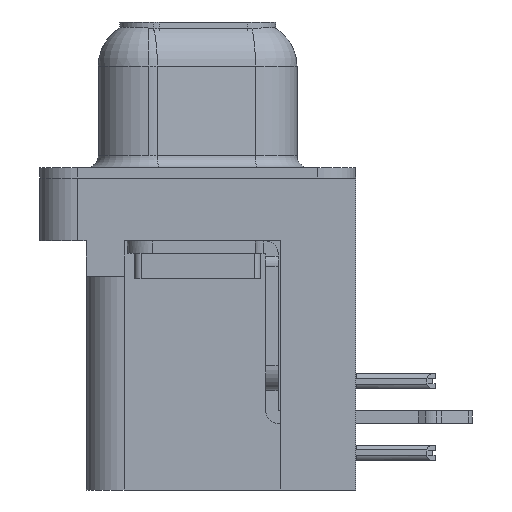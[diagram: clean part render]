
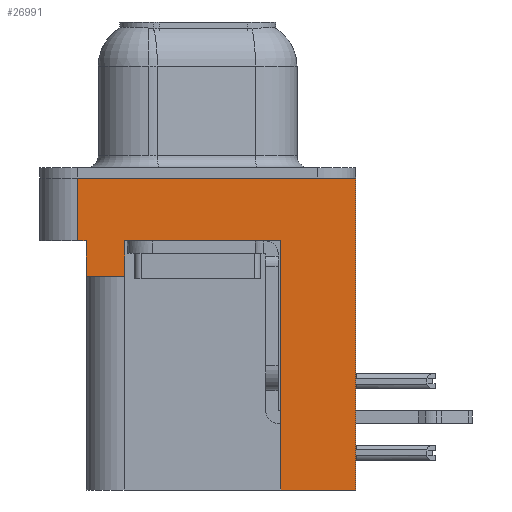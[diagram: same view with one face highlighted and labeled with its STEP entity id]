
A CAD part, left-side view. The second image highlights one B-rep face of the part: STEP entity #26991.
In plain terms, the highlighted planar face has unit normal (-1, 0, 0).
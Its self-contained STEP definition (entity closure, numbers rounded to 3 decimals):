
#887 = VECTOR ( 'NONE', #20517, 1000. ) ;
#941 = CARTESIAN_POINT ( 'NONE',  ( -2.935, 4.425, -3.9 ) ) ;
#944 = CARTESIAN_POINT ( 'NONE',  ( -2.935, 4.425, -3.9 ) ) ;
#1035 = DIRECTION ( 'NONE',  ( -1., 0., 0. ) ) ;
#1311 = LINE ( 'NONE', #16476, #2993 ) ;
#1409 = VECTOR ( 'NONE', #7915, 1000. ) ;
#1492 = VERTEX_POINT ( 'NONE', #17393 ) ;
#2505 = ORIENTED_EDGE ( 'NONE', *, *, #12201, .F. ) ;
#2566 = VECTOR ( 'NONE', #6685, 1000. ) ;
#2711 = CARTESIAN_POINT ( 'NONE',  ( -2.935, -6.275, 0. ) ) ;
#2873 = LINE ( 'NONE', #944, #21243 ) ;
#2993 = VECTOR ( 'NONE', #9733, 1000. ) ;
#3071 = CARTESIAN_POINT ( 'NONE',  ( -2.935, 2.895, -3.9 ) ) ;
#3116 = DIRECTION ( 'NONE',  ( 0., 0., 1. ) ) ;
#3394 = VERTEX_POINT ( 'NONE', #9536 ) ;
#3743 = CARTESIAN_POINT ( 'NONE',  ( -2.935, -3.295, -12.4 ) ) ;
#3759 = LINE ( 'NONE', #22401, #1409 ) ;
#3853 = EDGE_CURVE ( 'NONE', #13516, #3394, #26857, .T. ) ;
#4037 = CARTESIAN_POINT ( 'NONE',  ( -2.935, 4.425, -2.5 ) ) ;
#4149 = VERTEX_POINT ( 'NONE', #24213 ) ;
#4518 = LINE ( 'NONE', #2711, #21513 ) ;
#4774 = VECTOR ( 'NONE', #14119, 1000. ) ;
#6074 = ORIENTED_EDGE ( 'NONE', *, *, #8027, .F. ) ;
#6243 = LINE ( 'NONE', #22668, #22001 ) ;
#6326 = VERTEX_POINT ( 'NONE', #3071 ) ;
#6685 = DIRECTION ( 'NONE',  ( 0., 1., 0. ) ) ;
#7218 = EDGE_CURVE ( 'NONE', #12580, #1492, #24768, .T. ) ;
#7728 = VERTEX_POINT ( 'NONE', #9116 ) ;
#7791 = CARTESIAN_POINT ( 'NONE',  ( -2.935, -6.275, -2.5 ) ) ;
#7915 = DIRECTION ( 'NONE',  ( 0., -1., 0. ) ) ;
#8027 = EDGE_CURVE ( 'NONE', #10168, #8561, #2873, .T. ) ;
#8561 = VERTEX_POINT ( 'NONE', #4037 ) ;
#9006 = EDGE_LOOP ( 'NONE', ( #20808, #19030, #19941, #6074, #27272, #15221, #14246, #11137, #2505, #10111 ) ) ;
#9116 = CARTESIAN_POINT ( 'NONE',  ( -2.935, -6.275, -12.4 ) ) ;
#9536 = CARTESIAN_POINT ( 'NONE',  ( -2.935, -3.295, -2.5 ) ) ;
#9676 = EDGE_CURVE ( 'NONE', #7728, #4149, #11777, .T. ) ;
#9733 = DIRECTION ( 'NONE',  ( 0., 0., 1. ) ) ;
#9813 = EDGE_CURVE ( 'NONE', #6326, #10168, #25447, .T. ) ;
#10111 = ORIENTED_EDGE ( 'NONE', *, *, #9676, .T. ) ;
#10168 = VERTEX_POINT ( 'NONE', #941 ) ;
#11137 = ORIENTED_EDGE ( 'NONE', *, *, #24536, .F. ) ;
#11777 = LINE ( 'NONE', #7791, #4774 ) ;
#11970 = VECTOR ( 'NONE', #22694, 1000. ) ;
#11999 = EDGE_CURVE ( 'NONE', #12580, #8561, #3759, .T. ) ;
#12201 = EDGE_CURVE ( 'NONE', #7728, #23402, #21683, .T. ) ;
#12580 = VERTEX_POINT ( 'NONE', #12743 ) ;
#12628 = DIRECTION ( 'NONE',  ( 0., 1., 0. ) ) ;
#12743 = CARTESIAN_POINT ( 'NONE',  ( -2.935, 4.775, -2.5 ) ) ;
#13516 = VERTEX_POINT ( 'NONE', #22355 ) ;
#13723 = CARTESIAN_POINT ( 'NONE',  ( -2.935, -6.275, -2.5 ) ) ;
#14097 = DIRECTION ( 'NONE',  ( 0., 0., 1. ) ) ;
#14119 = DIRECTION ( 'NONE',  ( 0., 0., 1. ) ) ;
#14246 = ORIENTED_EDGE ( 'NONE', *, *, #3853, .T. ) ;
#14446 = EDGE_CURVE ( 'NONE', #6326, #13516, #6243, .T. ) ;
#14502 = AXIS2_PLACEMENT_3D ( 'NONE', #13723, #1035, #3116 ) ;
#15221 = ORIENTED_EDGE ( 'NONE', *, *, #14446, .T. ) ;
#15978 = VECTOR ( 'NONE', #12628, 1000. ) ;
#16476 = CARTESIAN_POINT ( 'NONE',  ( -2.935, -3.295, -12.4 ) ) ;
#17348 = DIRECTION ( 'NONE',  ( 0., -1., 0. ) ) ;
#17393 = CARTESIAN_POINT ( 'NONE',  ( -2.935, 4.775, 0. ) ) ;
#17790 = DIRECTION ( 'NONE',  ( 0., 0., 1. ) ) ;
#17881 = FACE_OUTER_BOUND ( 'NONE', #9006, .T. ) ;
#18439 = CARTESIAN_POINT ( 'NONE',  ( -2.935, -6.275, -2.5 ) ) ;
#19030 = ORIENTED_EDGE ( 'NONE', *, *, #7218, .F. ) ;
#19941 = ORIENTED_EDGE ( 'NONE', *, *, #11999, .T. ) ;
#20517 = DIRECTION ( 'NONE',  ( 0., -1., 0. ) ) ;
#20808 = ORIENTED_EDGE ( 'NONE', *, *, #21657, .F. ) ;
#21243 = VECTOR ( 'NONE', #17790, 1000. ) ;
#21513 = VECTOR ( 'NONE', #17348, 1000. ) ;
#21657 = EDGE_CURVE ( 'NONE', #1492, #4149, #4518, .T. ) ;
#21683 = LINE ( 'NONE', #25935, #15978 ) ;
#22001 = VECTOR ( 'NONE', #14097, 1000. ) ;
#22355 = CARTESIAN_POINT ( 'NONE',  ( -2.935, 2.895, -2.5 ) ) ;
#22401 = CARTESIAN_POINT ( 'NONE',  ( -2.935, -6.275, -2.5 ) ) ;
#22668 = CARTESIAN_POINT ( 'NONE',  ( -2.935, 2.895, -3.9 ) ) ;
#22694 = DIRECTION ( 'NONE',  ( 0., 0., 1. ) ) ;
#23402 = VERTEX_POINT ( 'NONE', #3743 ) ;
#24213 = CARTESIAN_POINT ( 'NONE',  ( -2.935, -6.275, 0. ) ) ;
#24536 = EDGE_CURVE ( 'NONE', #23402, #3394, #1311, .T. ) ;
#24632 = PLANE ( 'NONE',  #14502 ) ;
#24768 = LINE ( 'NONE', #26706, #11970 ) ;
#25447 = LINE ( 'NONE', #25592, #2566 ) ;
#25592 = CARTESIAN_POINT ( 'NONE',  ( -2.935, 4.425, -3.9 ) ) ;
#25935 = CARTESIAN_POINT ( 'NONE',  ( -2.935, -3.295, -12.4 ) ) ;
#26706 = CARTESIAN_POINT ( 'NONE',  ( -2.935, 4.775, -2.5 ) ) ;
#26857 = LINE ( 'NONE', #18439, #887 ) ;
#26991 = ADVANCED_FACE ( 'NONE', ( #17881 ), #24632, .T. ) ;
#27272 = ORIENTED_EDGE ( 'NONE', *, *, #9813, .F. ) ;
